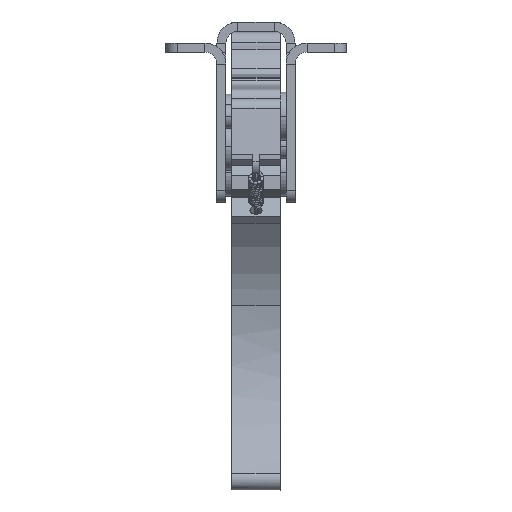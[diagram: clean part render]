
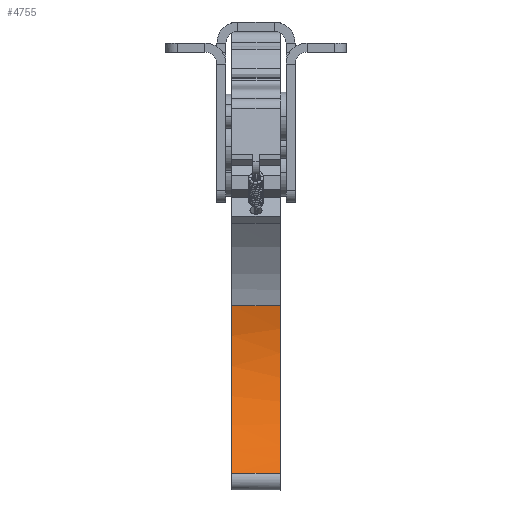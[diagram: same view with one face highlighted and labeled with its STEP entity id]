
A CAD part, left-side view. The second image highlights one B-rep face of the part: STEP entity #4755.
In plain terms, the highlighted free-form (B-spline) face has degree [2, 1] with [3, 2] control points.
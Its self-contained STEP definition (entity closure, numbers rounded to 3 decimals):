
#4114 = VERTEX_POINT('',#4115);
#4115 = CARTESIAN_POINT('',(28.023,-6.327,
    -37.04));
#4121 = EDGE_CURVE('',#4114,#4122,#4124,.T.);
#4122 = VERTEX_POINT('',#4123);
#4123 = CARTESIAN_POINT('',(16.621,-6.327,
    -74.169));
#4124 = ( BOUNDED_CURVE() B_SPLINE_CURVE(2,(#4125,#4126,#4127),
.UNSPECIFIED.,.F.,.F.) B_SPLINE_CURVE_WITH_KNOTS((3,3),(1.379,
2.394),.PIECEWISE_BEZIER_KNOTS.) CURVE() 
GEOMETRIC_REPRESENTATION_ITEM() RATIONAL_B_SPLINE_CURVE((1.,
0.874,1.)) REPRESENTATION_ITEM('') );
#4125 = CARTESIAN_POINT('',(28.023,-6.327,
    -37.04));
#4126 = CARTESIAN_POINT('',(32.645,-6.327,
    -58.775));
#4127 = CARTESIAN_POINT('',(16.621,-6.327,
    -74.169));
#4566 = VERTEX_POINT('',#4567);
#4567 = CARTESIAN_POINT('',(16.621,4.329,
    -74.169));
#4579 = EDGE_CURVE('',#4580,#4566,#4582,.T.);
#4580 = VERTEX_POINT('',#4581);
#4581 = CARTESIAN_POINT('',(28.023,4.329,
    -37.04));
#4582 = B_SPLINE_CURVE_WITH_KNOTS('',5,(#4583,#4584,#4585,#4586,#4587,
    #4588),.UNSPECIFIED.,.F.,.F.,(6,6),(88.486,118.934),
  .PIECEWISE_BEZIER_KNOTS.);
#4583 = CARTESIAN_POINT('',(28.023,4.329,
    -37.04));
#4584 = CARTESIAN_POINT('',(29.711,4.329,
    -44.974));
#4585 = CARTESIAN_POINT('',(29.386,4.329,
    -53.337));
#4586 = CARTESIAN_POINT('',(26.896,4.329,
    -61.446));
#4587 = CARTESIAN_POINT('',(22.471,4.329,
    -68.549));
#4588 = CARTESIAN_POINT('',(16.621,4.329,
    -74.169));
#4738 = EDGE_CURVE('',#4122,#4566,#4739,.T.);
#4739 = B_SPLINE_CURVE_WITH_KNOTS('',1,(#4740,#4741),.UNSPECIFIED.,.F.,
  .F.,(2,2),(-4.,4.),.PIECEWISE_BEZIER_KNOTS.);
#4740 = CARTESIAN_POINT('',(16.621,-6.327,
    -74.169));
#4741 = CARTESIAN_POINT('',(16.621,4.329,
    -74.169));
#4755 = ADVANCED_FACE('',(#4756),#4766,.F.);
#4756 = FACE_BOUND('',#4757,.F.);
#4757 = EDGE_LOOP('',(#4758,#4759,#4760,#4765));
#4758 = ORIENTED_EDGE('',*,*,#4738,.T.);
#4759 = ORIENTED_EDGE('',*,*,#4579,.F.);
#4760 = ORIENTED_EDGE('',*,*,#4761,.F.);
#4761 = EDGE_CURVE('',#4114,#4580,#4762,.T.);
#4762 = B_SPLINE_CURVE_WITH_KNOTS('',1,(#4763,#4764),.UNSPECIFIED.,.F.,
  .F.,(2,2),(-4.,4.),.PIECEWISE_BEZIER_KNOTS.);
#4763 = CARTESIAN_POINT('',(28.023,-6.327,
    -37.04));
#4764 = CARTESIAN_POINT('',(28.023,4.329,
    -37.04));
#4765 = ORIENTED_EDGE('',*,*,#4121,.T.);
#4766 = ( BOUNDED_SURFACE() B_SPLINE_SURFACE(2,1,(
    (#4767,#4768)
    ,(#4769,#4770)
    ,(#4771,#4772
)),.UNSPECIFIED.,.F.,.F.,.F.) B_SPLINE_SURFACE_WITH_KNOTS((3,3),(2,2),(
    0.,1.015),(0.,8.),.PIECEWISE_BEZIER_KNOTS.) 
GEOMETRIC_REPRESENTATION_ITEM() RATIONAL_B_SPLINE_SURFACE((
    (1.,1.)
    ,(0.874,0.874)
,(1.,1.))) REPRESENTATION_ITEM('') SURFACE() );
#4767 = CARTESIAN_POINT('',(28.023,-6.327,
    -37.04));
#4768 = CARTESIAN_POINT('',(28.023,4.329,
    -37.04));
#4769 = CARTESIAN_POINT('',(32.645,-6.327,
    -58.775));
#4770 = CARTESIAN_POINT('',(32.645,4.329,
    -58.775));
#4771 = CARTESIAN_POINT('',(16.621,-6.327,
    -74.169));
#4772 = CARTESIAN_POINT('',(16.621,4.329,
    -74.169));
